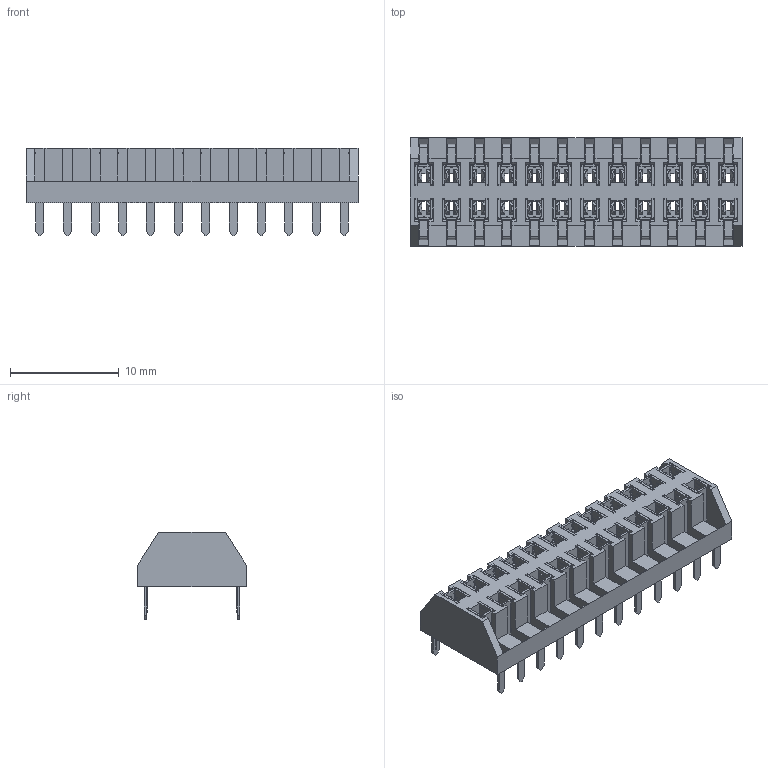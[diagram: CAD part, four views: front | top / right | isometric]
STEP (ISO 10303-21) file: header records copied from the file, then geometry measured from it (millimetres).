
FILE_DESCRIPTION( ('This file contains a STEP AP42 implementation' ,'as created by ZW3D STEP Interface translator.') ,'2;1' );
FILE_NAME( '2150T-2XXWXXCUNX1.stp' ,'23 419.14 554', (''), ('ZWCAD Software Co.'), 'Version 1.0', 'ZW3D to STEP translator', '' );
FILE_SCHEMA(('AUTOMOTIVE_DESIGN { 1 0 10303 214 1 1 1 1 }'));
Length unit declared in the file: millimetre
Products named in the file (2): 0; 2150T-212WG0CUNT1
Bounding box: 30.48 x 10 x 8 mm (x, y, z)
Volume: 841.3 mm3; surface area: 3074.3 mm2
Topology: 1 solids, 1 shells, 4162 faces, 13124 edges, 8460 vertices
Faces by surface type: plane 2698, cylinder 816, bspline 504, cone 96, sphere 48
Entity records: 155099 total; most frequent: CARTESIAN_POINT 33499, ORIENTED_EDGE 26440, DIRECTION 22890, EDGE_CURVE 13124, VECTOR 9524, LINE 9524, VERTEX_POINT 8460, AXIS2_PLACEMENT_3D 6683
